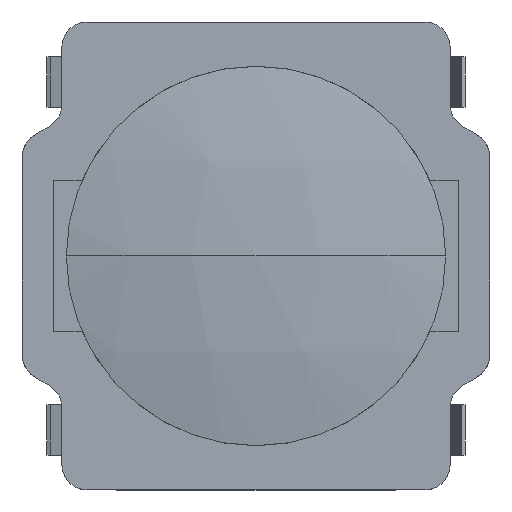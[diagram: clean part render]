
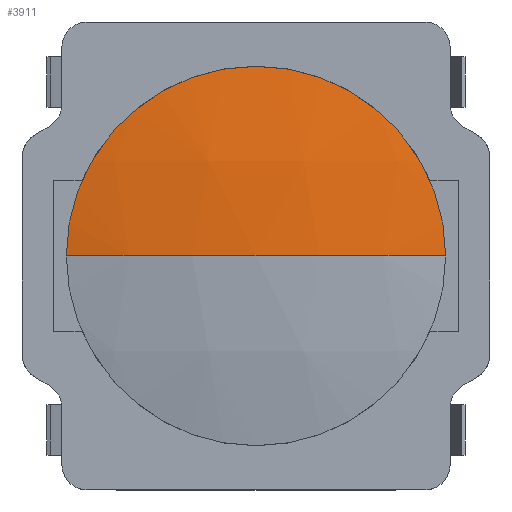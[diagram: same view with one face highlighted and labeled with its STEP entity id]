
A CAD part, top view. The second image highlights one B-rep face of the part: STEP entity #3911.
In plain terms, the highlighted spherical face has radius 7.575 mm.
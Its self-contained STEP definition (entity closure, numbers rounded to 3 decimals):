
#26 = DIRECTION ( 'NONE',  ( 0., -1., 0. ) ) ;
#180 = DIRECTION ( 'NONE',  ( 1., 0., 0. ) ) ;
#472 = DIRECTION ( 'NONE',  ( 1., 0., 0. ) ) ;
#1292 = CARTESIAN_POINT ( 'NONE',  ( 0., 0., 0.35 ) ) ;
#1518 = CARTESIAN_POINT ( 'NONE',  ( 0., 0., -7.225 ) ) ;
#1775 = AXIS2_PLACEMENT_3D ( 'NONE', #3704, #3141, #2212 ) ;
#1949 = ORIENTED_EDGE ( 'NONE', *, *, #2513, .T. ) ;
#2089 = ORIENTED_EDGE ( 'NONE', *, *, #3277, .F. ) ;
#2212 = DIRECTION ( 'NONE',  ( -1., 0., 0. ) ) ;
#2240 = CIRCLE ( 'NONE', #3123, 7.575 ) ;
#2295 = SPHERICAL_SURFACE ( 'NONE', #2361, 7.575 ) ;
#2361 = AXIS2_PLACEMENT_3D ( 'NONE', #3283, #2813, #472 ) ;
#2384 = VERTEX_POINT ( 'NONE', #1292 ) ;
#2513 = EDGE_CURVE ( 'NONE', #2384, #5464, #2240, .T. ) ;
#2542 = CARTESIAN_POINT ( 'NONE',  ( -1.5, 0., 0.2 ) ) ;
#2813 = DIRECTION ( 'NONE',  ( 0., -1., 0. ) ) ;
#2874 = CIRCLE ( 'NONE', #1775, 1.5 ) ;
#3123 = AXIS2_PLACEMENT_3D ( 'NONE', #1518, #3915, #4910 ) ;
#3141 = DIRECTION ( 'NONE',  ( 0., 0., -1. ) ) ;
#3214 = CARTESIAN_POINT ( 'NONE',  ( 1.5, 0., 0.2 ) ) ;
#3277 = EDGE_CURVE ( 'NONE', #4405, #5464, #2874, .T. ) ;
#3283 = CARTESIAN_POINT ( 'NONE',  ( 0., 0., -7.225 ) ) ;
#3340 = FACE_OUTER_BOUND ( 'NONE', #5284, .T. ) ;
#3704 = CARTESIAN_POINT ( 'NONE',  ( 0., 0., 0.2 ) ) ;
#3911 = ADVANCED_FACE ( 'NONE', ( #3340 ), #2295, .T. ) ;
#3915 = DIRECTION ( 'NONE',  ( 0., 1., 0. ) ) ;
#4405 = VERTEX_POINT ( 'NONE', #2542 ) ;
#4773 = CARTESIAN_POINT ( 'NONE',  ( 0., 0., -7.225 ) ) ;
#4815 = EDGE_CURVE ( 'NONE', #2384, #4405, #5679, .T. ) ;
#4910 = DIRECTION ( 'NONE',  ( 0., 0., 1. ) ) ;
#5284 = EDGE_LOOP ( 'NONE', ( #5541, #1949, #2089 ) ) ;
#5384 = AXIS2_PLACEMENT_3D ( 'NONE', #4773, #26, #180 ) ;
#5464 = VERTEX_POINT ( 'NONE', #3214 ) ;
#5541 = ORIENTED_EDGE ( 'NONE', *, *, #4815, .F. ) ;
#5679 = CIRCLE ( 'NONE', #5384, 7.575 ) ;
